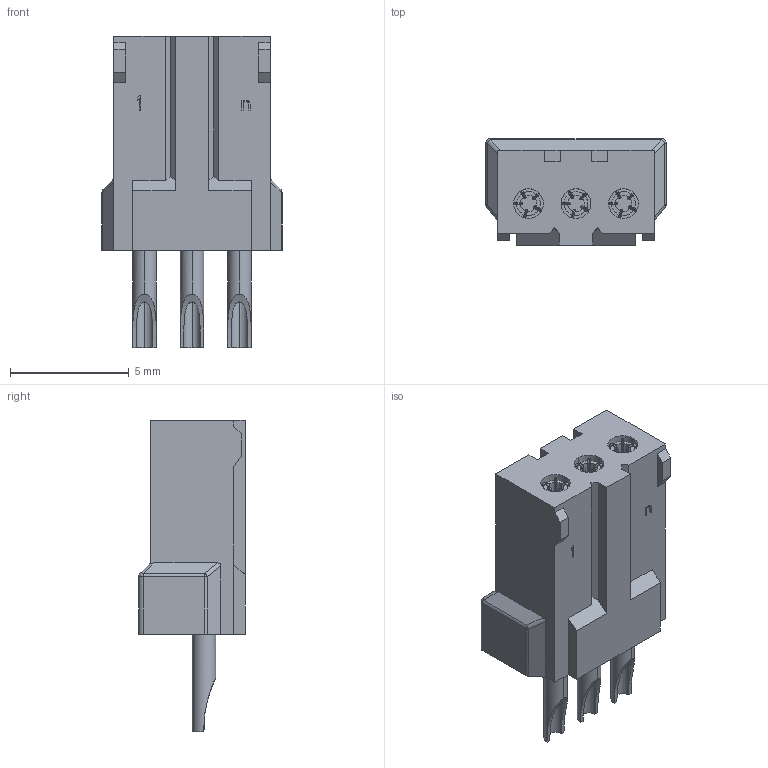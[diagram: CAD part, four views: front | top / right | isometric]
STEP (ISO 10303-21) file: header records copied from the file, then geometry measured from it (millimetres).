
FILE_DESCRIPTION((''),'2;1');
FILE_NAME('ASM0009_ASM1','2025-04-28T',('工程三'),(''),'PRO/ENGINEER BY PARAMETRIC TECHNOLOGY CORPORATION, 2010280','PRO/ENGINEER BY PARAMETRIC TECHNOLOGY CORPORATION, 2010280','');
FILE_SCHEMA(('CONFIG_CONTROL_DESIGN'));
Length unit declared in the file: millimetre
Products named in the file (1): ASM0009_ASM1
Bounding box: 7.6 x 4.5 x 13.1 mm (x, y, z)
Volume: 223.9 mm3; surface area: 483.2 mm2
Topology: 1 solids, 1 shells, 314 faces, 779 edges, 482 vertices
Faces by surface type: plane 125, cylinder 125, torus 60, sphere 4
Entity records: 9657 total; most frequent: CARTESIAN_POINT 2046, DIRECTION 1672, ORIENTED_EDGE 1554, EDGE_CURVE 777, AXIS2_PLACEMENT_3D 659, VERTEX_POINT 482, VECTOR 354, LINE 354
